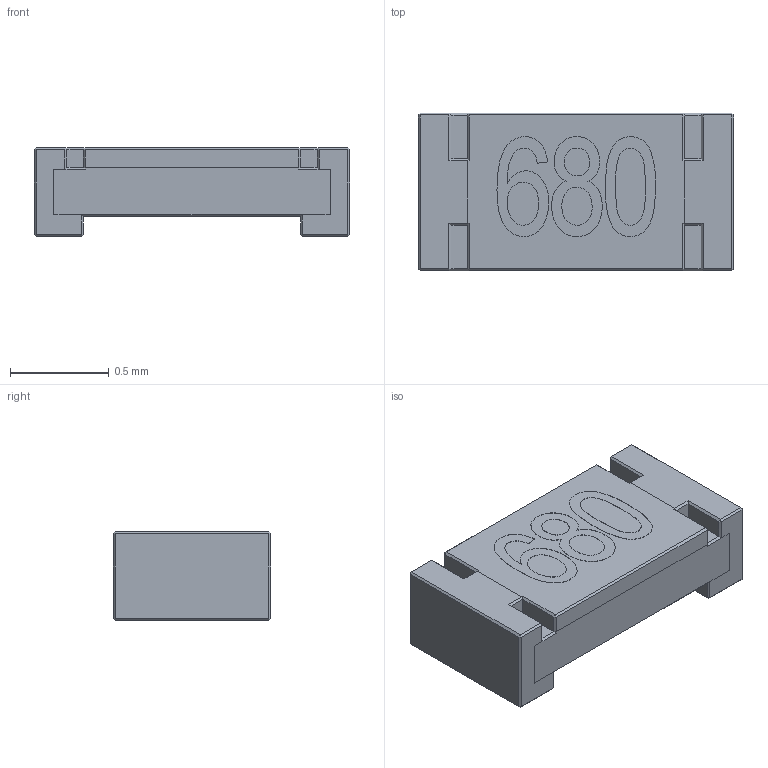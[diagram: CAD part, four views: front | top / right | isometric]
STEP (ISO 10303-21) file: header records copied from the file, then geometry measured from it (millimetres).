
FILE_DESCRIPTION ( ( 'STEP AP214' ), '1' );
FILE_NAME ( '0603_smd_resistor_680.STEP', '', ( '' ), ( '' ), '', '', '' );
FILE_SCHEMA (( 'AUTOMOTIVE_DESIGN' ));
Length unit declared in the file: millimetre
Products named in the file (1): 0603_smd_resistor_680
Bounding box: 1.6 x 0.8 x 0.45 mm (x, y, z)
Volume: 0.5 mm3; surface area: 4.8 mm2
Topology: 1 solids, 1 shells, 161 faces, 360 edges, 208 vertices
Faces by surface type: plane 120, bspline 41
Entity records: 8222 total; most frequent: CARTESIAN_POINT 3243, ORIENTED_EDGE 720, DIRECTION 520, EDGE_CURVE 360, VECTOR 278, LINE 278, VERTEX_POINT 208, EDGE_LOOP 168
